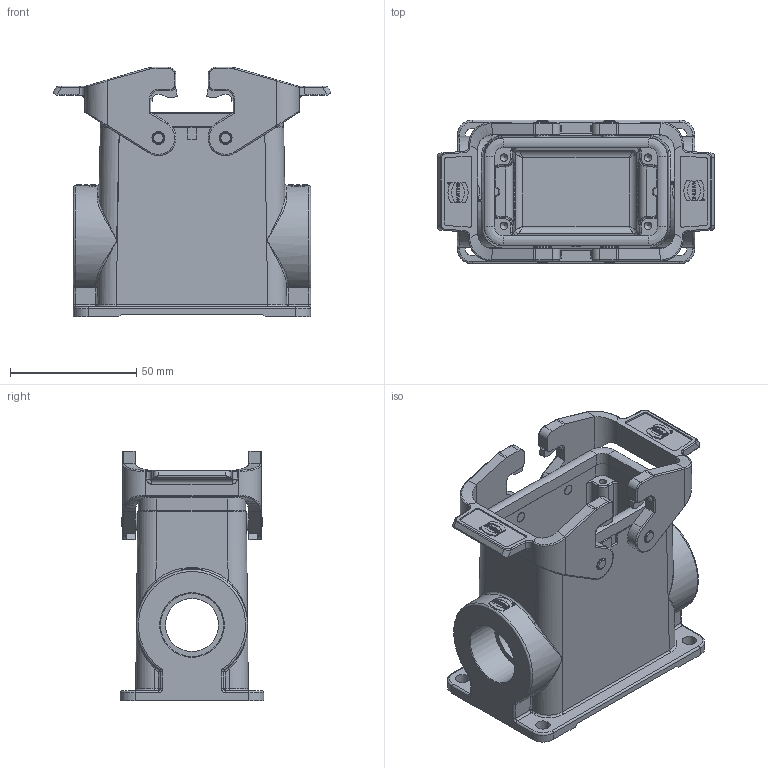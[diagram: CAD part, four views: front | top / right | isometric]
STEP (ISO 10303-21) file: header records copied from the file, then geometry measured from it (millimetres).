
FILE_DESCRIPTION(/* description */ (''),/* implementation_level */ '2;1');
FILE_NAME(/* name */ '100095153ugm000_b.stp',/* time_stamp */ '2017-11-03T09:02:22+01:00',/* author */ (''),/* organization */ (''),/* preprocessor_version */ 'ST-DEVELOPER v16',/* originating_system */ 'SIEMENS PLM Software NX 10.0',/* authorisation */ '');
FILE_SCHEMA (('AUTOMOTIVE_DESIGN { 1 0 10303 214 3 1 1 1 }'));
Length unit declared in the file: millimetre
Products named in the file (1): 100095153ugm000_b
Bounding box: 110 x 57 x 98.8 mm (x, y, z)
Volume: 153870.1 mm3; surface area: 60521.2 mm2
Topology: 3 solids, 3 shells, 1098 faces, 3390 edges, 2942 vertices
Faces by surface type: plane 610, cylinder 302, bspline 102, torus 38, cone 38, sphere 8
Full cylindrical faces by diameter (mm): 0.76 x2, 0.84 x2, 3 x4, 4 x4, 4.8 x4, 5.1 x4, 5.6 x4, 7 x4, 21 x2, 25 x2
Entity records: 48673 total; most frequent: CARTESIAN_POINT 13221, DIRECTION 5443, ORIENTED_EDGE 5432, EDGE_CURVE 2716, LINE 1849, VECTOR 1849, AXIS2_PLACEMENT_3D 1797, VERTEX_POINT 1764
